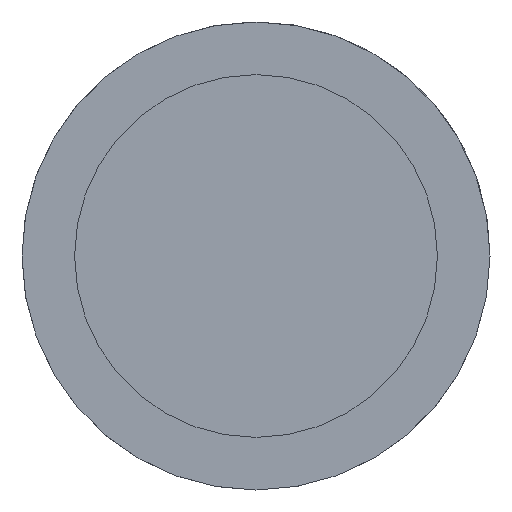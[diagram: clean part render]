
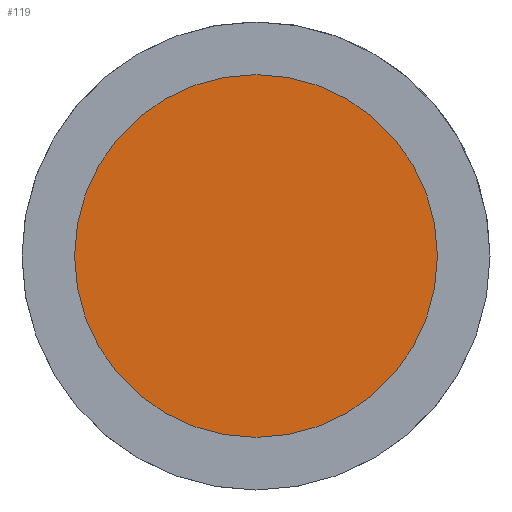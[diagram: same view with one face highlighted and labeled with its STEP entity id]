
A CAD part, left-side view. The second image highlights one B-rep face of the part: STEP entity #119.
In plain terms, the highlighted planar face has unit normal (-1, 0, 0).
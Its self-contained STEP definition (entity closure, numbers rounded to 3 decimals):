
#31=FACE_OUTER_BOUND('',#41,.T.);
#41=EDGE_LOOP('',(#87));
#53=CIRCLE('',#145,10.);
#63=VERTEX_POINT('',#211);
#73=EDGE_CURVE('',#63,#63,#53,.T.);
#87=ORIENTED_EDGE('',*,*,#73,.T.);
#114=PLANE('',#144);
#119=ADVANCED_FACE('',(#31),#114,.F.);
#144=AXIS2_PLACEMENT_3D('',#210,#168,#169);
#145=AXIS2_PLACEMENT_3D('',#212,#170,#171);
#168=DIRECTION('center_axis',(1.,0.,0.));
#169=DIRECTION('ref_axis',(0.,0.866,-0.5));
#170=DIRECTION('center_axis',(-1.,0.,0.));
#171=DIRECTION('ref_axis',(0.,0.866,-0.5));
#210=CARTESIAN_POINT('Origin',(1283.744,-1179.628,541.927));
#211=CARTESIAN_POINT('',(1283.744,-1188.282,546.923));
#212=CARTESIAN_POINT('Origin',(1283.744,-1179.622,541.923));
